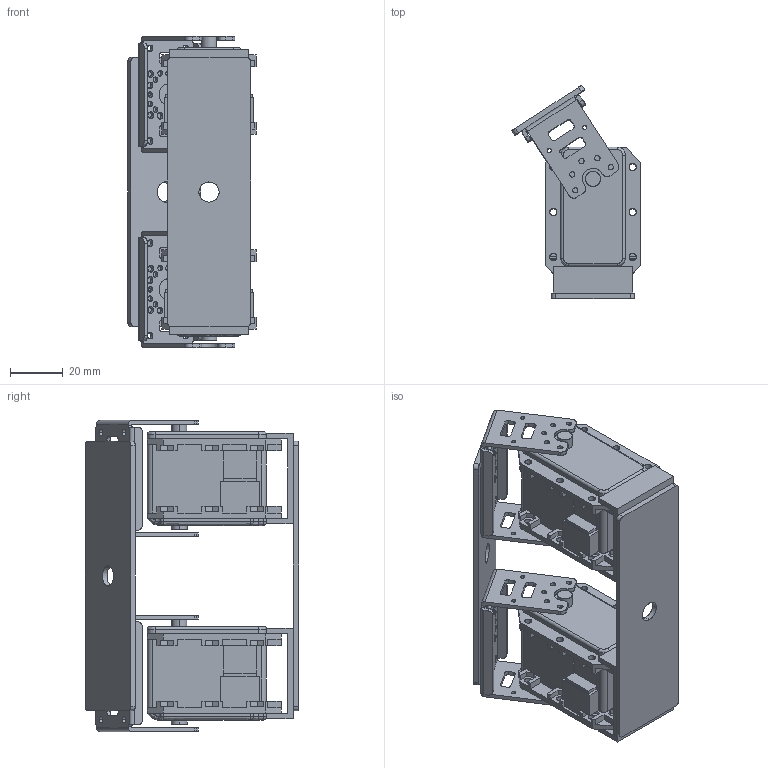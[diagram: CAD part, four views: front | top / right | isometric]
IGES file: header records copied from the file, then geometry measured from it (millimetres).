
Start section: SolidWorks IGES file using analytic representation for surfaces
Global section: file name: Assem Dual Axis MX28.IGS; native system: SolidWorks 2016; preprocessor: SolidWorks 2016; author: algarcia; date: 160425.090442; units: inch
Bounding box: 48.45 x 80.63 x 117.66 mm (x, y, z)
Surface area: 53223 mm2 (no closed solid volume)
Topology: 0 solids, 0 shells, 1234 faces, 16820 edges, 16820 vertices
Faces by surface type: bspline 784, revolution 450
